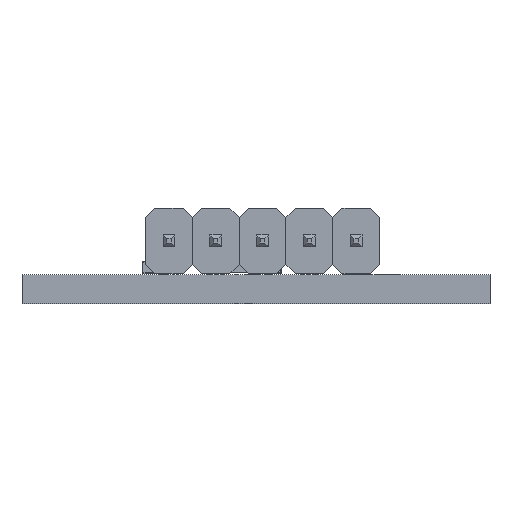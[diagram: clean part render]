
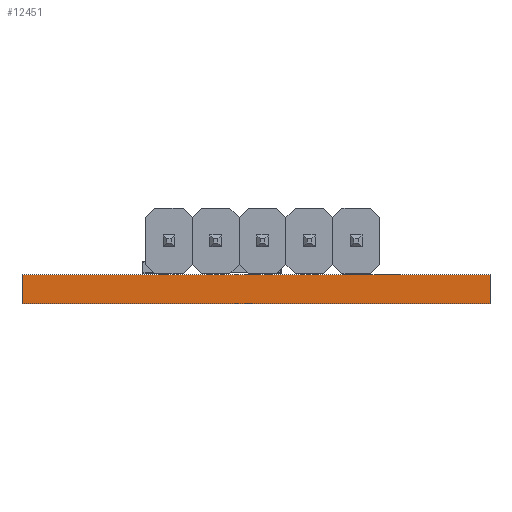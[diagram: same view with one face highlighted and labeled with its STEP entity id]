
A CAD part, front view. The second image highlights one B-rep face of the part: STEP entity #12451.
In plain terms, the highlighted planar face has unit normal (0, -1, 0).
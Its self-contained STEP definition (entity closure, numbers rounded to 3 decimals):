
#12451 = ADVANCED_FACE('',(#12452),#12466,.T.);
#12452 = FACE_BOUND('',#12453,.T.);
#12453 = EDGE_LOOP('',(#12454,#12489,#12517,#12545));
#12454 = ORIENTED_EDGE('',*,*,#12455,.T.);
#12455 = EDGE_CURVE('',#12456,#12458,#12460,.T.);
#12456 = VERTEX_POINT('',#12457);
#12457 = CARTESIAN_POINT('',(12.7,-11.684,0.));
#12458 = VERTEX_POINT('',#12459);
#12459 = CARTESIAN_POINT('',(12.7,-11.684,1.6));
#12460 = SURFACE_CURVE('',#12461,(#12465,#12477),.PCURVE_S1.);
#12461 = LINE('',#12462,#12463);
#12462 = CARTESIAN_POINT('',(12.7,-11.684,0.));
#12463 = VECTOR('',#12464,1.);
#12464 = DIRECTION('',(0.,0.,1.));
#12465 = PCURVE('',#12466,#12471);
#12466 = PLANE('',#12467);
#12467 = AXIS2_PLACEMENT_3D('',#12468,#12469,#12470);
#12468 = CARTESIAN_POINT('',(12.7,-11.684,0.));
#12469 = DIRECTION('',(0.,-1.,0.));
#12470 = DIRECTION('',(-1.,0.,0.));
#12471 = DEFINITIONAL_REPRESENTATION('',(#12472),#12476);
#12472 = LINE('',#12473,#12474);
#12473 = CARTESIAN_POINT('',(0.,-0.));
#12474 = VECTOR('',#12475,1.);
#12475 = DIRECTION('',(0.,-1.));
#12476 = ( GEOMETRIC_REPRESENTATION_CONTEXT(2) 
PARAMETRIC_REPRESENTATION_CONTEXT() REPRESENTATION_CONTEXT('2D SPACE',''
  ) );
#12477 = PCURVE('',#12478,#12483);
#12478 = PLANE('',#12479);
#12479 = AXIS2_PLACEMENT_3D('',#12480,#12481,#12482);
#12480 = CARTESIAN_POINT('',(12.7,11.684,0.));
#12481 = DIRECTION('',(1.,0.,-0.));
#12482 = DIRECTION('',(0.,-1.,0.));
#12483 = DEFINITIONAL_REPRESENTATION('',(#12484),#12488);
#12484 = LINE('',#12485,#12486);
#12485 = CARTESIAN_POINT('',(23.368,0.));
#12486 = VECTOR('',#12487,1.);
#12487 = DIRECTION('',(0.,-1.));
#12488 = ( GEOMETRIC_REPRESENTATION_CONTEXT(2) 
PARAMETRIC_REPRESENTATION_CONTEXT() REPRESENTATION_CONTEXT('2D SPACE',''
  ) );
#12489 = ORIENTED_EDGE('',*,*,#12490,.T.);
#12490 = EDGE_CURVE('',#12458,#12491,#12493,.T.);
#12491 = VERTEX_POINT('',#12492);
#12492 = CARTESIAN_POINT('',(-12.7,-11.684,1.6));
#12493 = SURFACE_CURVE('',#12494,(#12498,#12505),.PCURVE_S1.);
#12494 = LINE('',#12495,#12496);
#12495 = CARTESIAN_POINT('',(12.7,-11.684,1.6));
#12496 = VECTOR('',#12497,1.);
#12497 = DIRECTION('',(-1.,0.,0.));
#12498 = PCURVE('',#12466,#12499);
#12499 = DEFINITIONAL_REPRESENTATION('',(#12500),#12504);
#12500 = LINE('',#12501,#12502);
#12501 = CARTESIAN_POINT('',(0.,-1.6));
#12502 = VECTOR('',#12503,1.);
#12503 = DIRECTION('',(1.,0.));
#12504 = ( GEOMETRIC_REPRESENTATION_CONTEXT(2) 
PARAMETRIC_REPRESENTATION_CONTEXT() REPRESENTATION_CONTEXT('2D SPACE',''
  ) );
#12505 = PCURVE('',#12506,#12511);
#12506 = PLANE('',#12507);
#12507 = AXIS2_PLACEMENT_3D('',#12508,#12509,#12510);
#12508 = CARTESIAN_POINT('',(0.,0.,1.6));
#12509 = DIRECTION('',(-0.,-0.,-1.));
#12510 = DIRECTION('',(-1.,0.,0.));
#12511 = DEFINITIONAL_REPRESENTATION('',(#12512),#12516);
#12512 = LINE('',#12513,#12514);
#12513 = CARTESIAN_POINT('',(-12.7,-11.684));
#12514 = VECTOR('',#12515,1.);
#12515 = DIRECTION('',(1.,0.));
#12516 = ( GEOMETRIC_REPRESENTATION_CONTEXT(2) 
PARAMETRIC_REPRESENTATION_CONTEXT() REPRESENTATION_CONTEXT('2D SPACE',''
  ) );
#12517 = ORIENTED_EDGE('',*,*,#12518,.F.);
#12518 = EDGE_CURVE('',#12519,#12491,#12521,.T.);
#12519 = VERTEX_POINT('',#12520);
#12520 = CARTESIAN_POINT('',(-12.7,-11.684,0.));
#12521 = SURFACE_CURVE('',#12522,(#12526,#12533),.PCURVE_S1.);
#12522 = LINE('',#12523,#12524);
#12523 = CARTESIAN_POINT('',(-12.7,-11.684,0.));
#12524 = VECTOR('',#12525,1.);
#12525 = DIRECTION('',(0.,0.,1.));
#12526 = PCURVE('',#12466,#12527);
#12527 = DEFINITIONAL_REPRESENTATION('',(#12528),#12532);
#12528 = LINE('',#12529,#12530);
#12529 = CARTESIAN_POINT('',(25.4,0.));
#12530 = VECTOR('',#12531,1.);
#12531 = DIRECTION('',(0.,-1.));
#12532 = ( GEOMETRIC_REPRESENTATION_CONTEXT(2) 
PARAMETRIC_REPRESENTATION_CONTEXT() REPRESENTATION_CONTEXT('2D SPACE',''
  ) );
#12533 = PCURVE('',#12534,#12539);
#12534 = PLANE('',#12535);
#12535 = AXIS2_PLACEMENT_3D('',#12536,#12537,#12538);
#12536 = CARTESIAN_POINT('',(-12.7,-11.684,0.));
#12537 = DIRECTION('',(-1.,0.,0.));
#12538 = DIRECTION('',(0.,1.,0.));
#12539 = DEFINITIONAL_REPRESENTATION('',(#12540),#12544);
#12540 = LINE('',#12541,#12542);
#12541 = CARTESIAN_POINT('',(0.,0.));
#12542 = VECTOR('',#12543,1.);
#12543 = DIRECTION('',(0.,-1.));
#12544 = ( GEOMETRIC_REPRESENTATION_CONTEXT(2) 
PARAMETRIC_REPRESENTATION_CONTEXT() REPRESENTATION_CONTEXT('2D SPACE',''
  ) );
#12545 = ORIENTED_EDGE('',*,*,#12546,.F.);
#12546 = EDGE_CURVE('',#12456,#12519,#12547,.T.);
#12547 = SURFACE_CURVE('',#12548,(#12552,#12559),.PCURVE_S1.);
#12548 = LINE('',#12549,#12550);
#12549 = CARTESIAN_POINT('',(12.7,-11.684,0.));
#12550 = VECTOR('',#12551,1.);
#12551 = DIRECTION('',(-1.,0.,0.));
#12552 = PCURVE('',#12466,#12553);
#12553 = DEFINITIONAL_REPRESENTATION('',(#12554),#12558);
#12554 = LINE('',#12555,#12556);
#12555 = CARTESIAN_POINT('',(0.,-0.));
#12556 = VECTOR('',#12557,1.);
#12557 = DIRECTION('',(1.,0.));
#12558 = ( GEOMETRIC_REPRESENTATION_CONTEXT(2) 
PARAMETRIC_REPRESENTATION_CONTEXT() REPRESENTATION_CONTEXT('2D SPACE',''
  ) );
#12559 = PCURVE('',#12560,#12565);
#12560 = PLANE('',#12561);
#12561 = AXIS2_PLACEMENT_3D('',#12562,#12563,#12564);
#12562 = CARTESIAN_POINT('',(0.,0.,0.));
#12563 = DIRECTION('',(-0.,-0.,-1.));
#12564 = DIRECTION('',(-1.,0.,0.));
#12565 = DEFINITIONAL_REPRESENTATION('',(#12566),#12570);
#12566 = LINE('',#12567,#12568);
#12567 = CARTESIAN_POINT('',(-12.7,-11.684));
#12568 = VECTOR('',#12569,1.);
#12569 = DIRECTION('',(1.,0.));
#12570 = ( GEOMETRIC_REPRESENTATION_CONTEXT(2) 
PARAMETRIC_REPRESENTATION_CONTEXT() REPRESENTATION_CONTEXT('2D SPACE',''
  ) );
